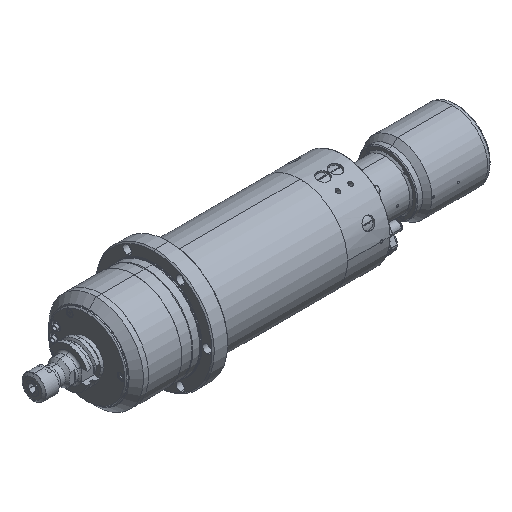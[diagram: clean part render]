
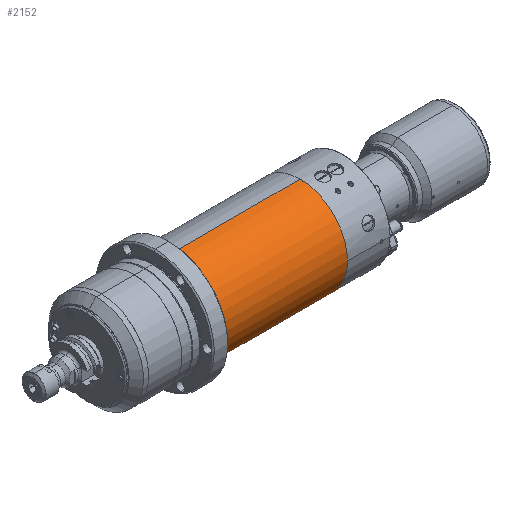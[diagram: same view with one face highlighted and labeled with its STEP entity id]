
A CAD part, isometric view. The second image highlights one B-rep face of the part: STEP entity #2152.
In plain terms, the highlighted cylindrical face has radius 60 mm (diameter 120 mm), a partial arc.
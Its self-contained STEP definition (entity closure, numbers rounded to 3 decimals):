
#2152 = ADVANCED_FACE ( 'NONE', ( #2426 ), #2422, .T. ) ;
#2422 = CYLINDRICAL_SURFACE ( 'NONE', #24783, 60. ) ;
#2426 = FACE_OUTER_BOUND ( 'NONE', #16816, .T. ) ;
#7386 = EDGE_CURVE ( 'NONE', #8676, #8817, #11055, .T. ) ;
#7389 = EDGE_CURVE ( 'NONE', #8689, #8724, #11052, .T. ) ;
#8676 = VERTEX_POINT ( 'NONE', #12655 ) ;
#8689 = VERTEX_POINT ( 'NONE', #12668 ) ;
#8724 = VERTEX_POINT ( 'NONE', #12703 ) ;
#8817 = VERTEX_POINT ( 'NONE', #12796 ) ;
#10723 = EDGE_CURVE ( 'NONE', #8817, #8689, #26754, .T. ) ;
#10724 = EDGE_CURVE ( 'NONE', #8676, #8724, #26765, .T. ) ;
#11052 = CIRCLE ( 'NONE', #25151, 60. ) ;
#11055 = CIRCLE ( 'NONE', #25122, 60. ) ;
#12655 = CARTESIAN_POINT ( 'NONE',  ( -4., 0., -60. ) ) ;
#12668 = CARTESIAN_POINT ( 'NONE',  ( -167.25, 0., 60. ) ) ;
#12703 = CARTESIAN_POINT ( 'NONE',  ( -167.25, 0., -60. ) ) ;
#12796 = CARTESIAN_POINT ( 'NONE',  ( -4., 0., 60. ) ) ;
#15239 = CARTESIAN_POINT ( 'NONE',  ( -4., 0., 0. ) ) ;
#15240 = DIRECTION ( 'NONE',  ( -1., 0., 0. ) ) ;
#15241 = DIRECTION ( 'NONE',  ( 0., 0., 1. ) ) ;
#15250 = CARTESIAN_POINT ( 'NONE',  ( -167.25, 0., 0. ) ) ;
#15251 = DIRECTION ( 'NONE',  ( 1., 0., 0. ) ) ;
#15252 = DIRECTION ( 'NONE',  ( 0., 0., -1. ) ) ;
#15932 = CARTESIAN_POINT ( 'NONE',  ( -256., 0., 0. ) ) ;
#15936 = DIRECTION ( 'NONE',  ( -1., 0., 0. ) ) ;
#15948 = DIRECTION ( 'NONE',  ( 0., 0., 1. ) ) ;
#16816 = EDGE_LOOP ( 'NONE', ( #17268, #17254, #17253, #17250 ) ) ;
#17250 = ORIENTED_EDGE ( 'NONE', *, *, #7389, .T. ) ;
#17253 = ORIENTED_EDGE ( 'NONE', *, *, #10723, .T. ) ;
#17254 = ORIENTED_EDGE ( 'NONE', *, *, #7386, .T. ) ;
#17268 = ORIENTED_EDGE ( 'NONE', *, *, #10724, .F. ) ;
#17969 = DIRECTION ( 'NONE',  ( -1., 0., 0. ) ) ;
#17970 = CARTESIAN_POINT ( 'NONE',  ( -256., 0., 60. ) ) ;
#17978 = CARTESIAN_POINT ( 'NONE',  ( -256., 0., -60. ) ) ;
#17979 = DIRECTION ( 'NONE',  ( -1., 0., 0. ) ) ;
#24783 = AXIS2_PLACEMENT_3D ( 'NONE', #15932, #15936, #15948 ) ;
#25122 = AXIS2_PLACEMENT_3D ( 'NONE', #15239, #15240, #15241 ) ;
#25151 = AXIS2_PLACEMENT_3D ( 'NONE', #15250, #15251, #15252 ) ;
#26754 = LINE ( 'NONE', #17970, #26771 ) ;
#26765 = LINE ( 'NONE', #17978, #26779 ) ;
#26771 = VECTOR ( 'NONE', #17969, 1000. ) ;
#26779 = VECTOR ( 'NONE', #17979, 1000. ) ;
